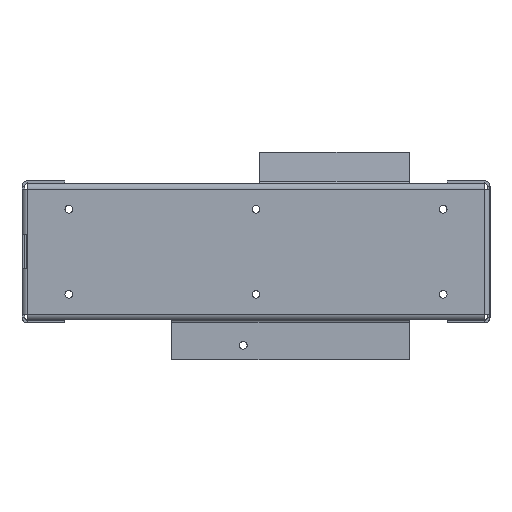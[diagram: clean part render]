
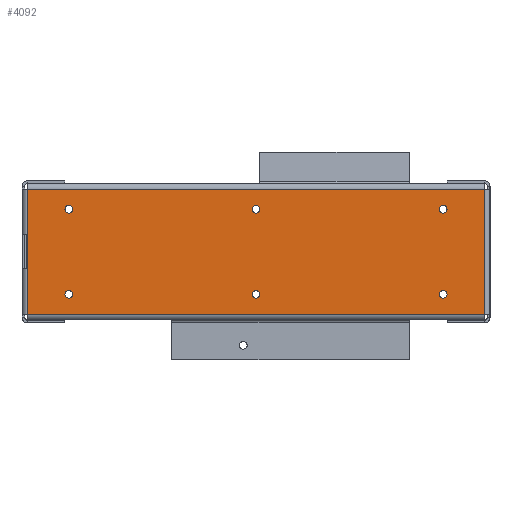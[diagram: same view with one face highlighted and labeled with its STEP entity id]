
A CAD part, left-side view. The second image highlights one B-rep face of the part: STEP entity #4092.
In plain terms, the highlighted planar face has unit normal (-1, 0, 0).
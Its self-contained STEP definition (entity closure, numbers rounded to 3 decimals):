
#109=PLANE('',#4481);
#331=LINE('',#6433,#671);
#358=LINE('',#6511,#698);
#370=LINE('',#6543,#710);
#395=LINE('',#6613,#735);
#671=VECTOR('',#5188,268.65);
#698=VECTOR('',#5281,268.65);
#710=VECTOR('',#5321,73.65);
#735=VECTOR('',#5410,73.65);
#941=FACE_BOUND('',#1499,.T.);
#942=FACE_BOUND('',#1500,.T.);
#943=FACE_BOUND('',#1501,.T.);
#944=FACE_BOUND('',#1502,.T.);
#945=FACE_BOUND('',#1503,.T.);
#946=FACE_BOUND('',#1504,.T.);
#1184=FACE_OUTER_BOUND('',#1498,.T.);
#1498=EDGE_LOOP('',(#3424,#3425,#3426,#3427));
#1499=EDGE_LOOP('',(#3428));
#1500=EDGE_LOOP('',(#3429));
#1501=EDGE_LOOP('',(#3430));
#1502=EDGE_LOOP('',(#3431));
#1503=EDGE_LOOP('',(#3432));
#1504=EDGE_LOOP('',(#3433));
#1840=CIRCLE('',#4482,2.25);
#1841=CIRCLE('',#4483,2.25);
#1842=CIRCLE('',#4484,2.25);
#1843=CIRCLE('',#4485,2.25);
#1844=CIRCLE('',#4486,2.25);
#1845=CIRCLE('',#4487,2.25);
#2100=VERTEX_POINT('',#6430);
#2101=VERTEX_POINT('',#6432);
#2118=VERTEX_POINT('',#6508);
#2119=VERTEX_POINT('',#6510);
#2152=VERTEX_POINT('',#6650);
#2153=VERTEX_POINT('',#6652);
#2154=VERTEX_POINT('',#6654);
#2155=VERTEX_POINT('',#6656);
#2156=VERTEX_POINT('',#6658);
#2157=VERTEX_POINT('',#6660);
#2508=EDGE_CURVE('',#2101,#2100,#331,.T.);
#2547=EDGE_CURVE('',#2119,#2118,#358,.T.);
#2564=EDGE_CURVE('',#2118,#2101,#370,.T.);
#2604=EDGE_CURVE('',#2100,#2119,#395,.T.);
#2623=EDGE_CURVE('',#2152,#2152,#1840,.T.);
#2624=EDGE_CURVE('',#2153,#2153,#1841,.T.);
#2625=EDGE_CURVE('',#2154,#2154,#1842,.T.);
#2626=EDGE_CURVE('',#2155,#2155,#1843,.T.);
#2627=EDGE_CURVE('',#2156,#2156,#1844,.T.);
#2628=EDGE_CURVE('',#2157,#2157,#1845,.T.);
#3424=ORIENTED_EDGE('',*,*,#2508,.T.);
#3425=ORIENTED_EDGE('',*,*,#2604,.T.);
#3426=ORIENTED_EDGE('',*,*,#2547,.T.);
#3427=ORIENTED_EDGE('',*,*,#2564,.T.);
#3428=ORIENTED_EDGE('',*,*,#2623,.T.);
#3429=ORIENTED_EDGE('',*,*,#2624,.T.);
#3430=ORIENTED_EDGE('',*,*,#2625,.T.);
#3431=ORIENTED_EDGE('',*,*,#2626,.T.);
#3432=ORIENTED_EDGE('',*,*,#2627,.T.);
#3433=ORIENTED_EDGE('',*,*,#2628,.T.);
#4092=ADVANCED_FACE('',(#1184,#941,#942,#943,#944,#945,#946),#109,.F.);
#4481=AXIS2_PLACEMENT_3D('',#6649,#5446,#5447);
#4482=AXIS2_PLACEMENT_3D('',#6651,#5448,#5449);
#4483=AXIS2_PLACEMENT_3D('',#6653,#5450,#5451);
#4484=AXIS2_PLACEMENT_3D('',#6655,#5452,#5453);
#4485=AXIS2_PLACEMENT_3D('',#6657,#5454,#5455);
#4486=AXIS2_PLACEMENT_3D('',#6659,#5456,#5457);
#4487=AXIS2_PLACEMENT_3D('',#6661,#5458,#5459);
#5188=DIRECTION('',(0.,-1.,0.));
#5281=DIRECTION('',(0.,1.,0.));
#5321=DIRECTION('',(0.,0.,-1.));
#5410=DIRECTION('',(0.,0.,1.));
#5446=DIRECTION('center_axis',(1.,0.,0.));
#5447=DIRECTION('ref_axis',(0.,0.,1.));
#5448=DIRECTION('center_axis',(1.,0.,0.));
#5449=DIRECTION('ref_axis',(0.,0.,
1.));
#5450=DIRECTION('center_axis',(1.,0.,0.));
#5451=DIRECTION('ref_axis',(0.,0.,
1.));
#5452=DIRECTION('center_axis',(1.,0.,0.));
#5453=DIRECTION('ref_axis',(0.,0.,
1.));
#5454=DIRECTION('center_axis',(1.,0.,0.));
#5455=DIRECTION('ref_axis',(0.,0.,
1.));
#5456=DIRECTION('center_axis',(1.,0.,0.));
#5457=DIRECTION('ref_axis',(0.,0.,
1.));
#5458=DIRECTION('center_axis',(1.,0.,0.));
#5459=DIRECTION('ref_axis',(0.,0.,
1.));
#6430=CARTESIAN_POINT('',(-175.,3.175,-36.825));
#6432=CARTESIAN_POINT('',(-175.,271.825,-36.825));
#6433=CARTESIAN_POINT('',(-175.,204.559,-36.825));
#6508=CARTESIAN_POINT('',(-175.,271.825,36.825));
#6510=CARTESIAN_POINT('',(-175.,3.175,36.825));
#6511=CARTESIAN_POINT('',(-175.,70.234,36.825));
#6543=CARTESIAN_POINT('',(-175.,271.825,20.));
#6613=CARTESIAN_POINT('',(-175.,3.175,0.));
#6649=CARTESIAN_POINT('Origin',(-175.,137.292,0.));
#6650=CARTESIAN_POINT('',(-175.,27.5,-27.25));
#6651=CARTESIAN_POINT('Origin',(-175.,27.5,-25.));
#6652=CARTESIAN_POINT('',(-175.,137.5,22.75));
#6653=CARTESIAN_POINT('Origin',(-175.,137.5,25.));
#6654=CARTESIAN_POINT('',(-175.,247.5,22.75));
#6655=CARTESIAN_POINT('Origin',(-175.,247.5,25.));
#6656=CARTESIAN_POINT('',(-175.,27.5,22.75));
#6657=CARTESIAN_POINT('Origin',(-175.,27.5,25.));
#6658=CARTESIAN_POINT('',(-175.,247.5,-27.25));
#6659=CARTESIAN_POINT('Origin',(-175.,247.5,-25.));
#6660=CARTESIAN_POINT('',(-175.,137.5,-27.25));
#6661=CARTESIAN_POINT('Origin',(-175.,137.5,-25.));
